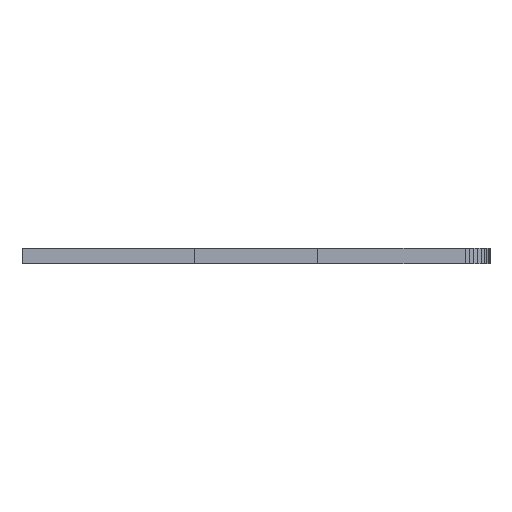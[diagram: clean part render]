
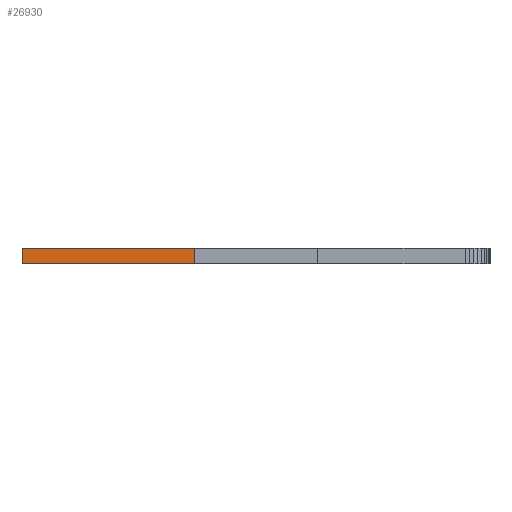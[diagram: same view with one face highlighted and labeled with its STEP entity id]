
A CAD part, left-side view. The second image highlights one B-rep face of the part: STEP entity #26930.
In plain terms, the highlighted planar face has unit normal (-1, 0, 0).
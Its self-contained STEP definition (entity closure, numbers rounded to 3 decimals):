
#55 = PLANE('',#56);
#56 = AXIS2_PLACEMENT_3D('',#57,#58,#59);
#57 = CARTESIAN_POINT('',(146.869,-104.866,0.));
#58 = DIRECTION('',(-0.,-0.,-1.));
#59 = DIRECTION('',(-1.,0.,0.));
#1249 = PLANE('',#1250);
#1250 = AXIS2_PLACEMENT_3D('',#1251,#1252,#1253);
#1251 = CARTESIAN_POINT('',(146.869,-104.866,1.6));
#1252 = DIRECTION('',(-0.,-0.,-1.));
#1253 = DIRECTION('',(-1.,0.,0.));
#2390 = VERTEX_POINT('',#2391);
#2391 = CARTESIAN_POINT('',(76.767,-98.664,0.));
#2405 = PLANE('',#2406);
#2406 = AXIS2_PLACEMENT_3D('',#2407,#2408,#2409);
#2407 = CARTESIAN_POINT('',(81.847,-98.664,0.));
#2408 = DIRECTION('',(0.,-1.,0.));
#2409 = DIRECTION('',(-1.,0.,0.));
#2417 = EDGE_CURVE('',#2390,#2418,#2420,.T.);
#2418 = VERTEX_POINT('',#2419);
#2419 = CARTESIAN_POINT('',(76.767,-80.884,0.));
#2420 = SURFACE_CURVE('',#2421,(#2425,#2432),.PCURVE_S1.);
#2421 = LINE('',#2422,#2423);
#2422 = CARTESIAN_POINT('',(76.767,-98.664,0.));
#2423 = VECTOR('',#2424,1.);
#2424 = DIRECTION('',(0.,1.,0.));
#2425 = PCURVE('',#55,#2426);
#2426 = DEFINITIONAL_REPRESENTATION('',(#2427),#2431);
#2427 = LINE('',#2428,#2429);
#2428 = CARTESIAN_POINT('',(70.102,6.202));
#2429 = VECTOR('',#2430,1.);
#2430 = DIRECTION('',(0.,1.));
#2431 = ( GEOMETRIC_REPRESENTATION_CONTEXT(2) 
PARAMETRIC_REPRESENTATION_CONTEXT() REPRESENTATION_CONTEXT('2D SPACE',''
  ) );
#2432 = PCURVE('',#2433,#2438);
#2433 = PLANE('',#2434);
#2434 = AXIS2_PLACEMENT_3D('',#2435,#2436,#2437);
#2435 = CARTESIAN_POINT('',(76.767,-98.664,0.));
#2436 = DIRECTION('',(-1.,0.,0.));
#2437 = DIRECTION('',(0.,1.,0.));
#2438 = DEFINITIONAL_REPRESENTATION('',(#2439),#2443);
#2439 = LINE('',#2440,#2441);
#2440 = CARTESIAN_POINT('',(0.,0.));
#2441 = VECTOR('',#2442,1.);
#2442 = DIRECTION('',(1.,0.));
#2443 = ( GEOMETRIC_REPRESENTATION_CONTEXT(2) 
PARAMETRIC_REPRESENTATION_CONTEXT() REPRESENTATION_CONTEXT('2D SPACE',''
  ) );
#2461 = PLANE('',#2462);
#2462 = AXIS2_PLACEMENT_3D('',#2463,#2464,#2465);
#2463 = CARTESIAN_POINT('',(76.767,-80.884,0.));
#2464 = DIRECTION('',(0.,1.,0.));
#2465 = DIRECTION('',(1.,0.,0.));
#15328 = VERTEX_POINT('',#15329);
#15329 = CARTESIAN_POINT('',(76.767,-98.664,1.6));
#15350 = EDGE_CURVE('',#15328,#15351,#15353,.T.);
#15351 = VERTEX_POINT('',#15352);
#15352 = CARTESIAN_POINT('',(76.767,-80.884,1.6));
#15353 = SURFACE_CURVE('',#15354,(#15358,#15365),.PCURVE_S1.);
#15354 = LINE('',#15355,#15356);
#15355 = CARTESIAN_POINT('',(76.767,-98.664,1.6));
#15356 = VECTOR('',#15357,1.);
#15357 = DIRECTION('',(0.,1.,0.));
#15358 = PCURVE('',#1249,#15359);
#15359 = DEFINITIONAL_REPRESENTATION('',(#15360),#15364);
#15360 = LINE('',#15361,#15362);
#15361 = CARTESIAN_POINT('',(70.102,6.202));
#15362 = VECTOR('',#15363,1.);
#15363 = DIRECTION('',(0.,1.));
#15364 = ( GEOMETRIC_REPRESENTATION_CONTEXT(2) 
PARAMETRIC_REPRESENTATION_CONTEXT() REPRESENTATION_CONTEXT('2D SPACE',''
  ) );
#15365 = PCURVE('',#2433,#15366);
#15366 = DEFINITIONAL_REPRESENTATION('',(#15367),#15371);
#15367 = LINE('',#15368,#15369);
#15368 = CARTESIAN_POINT('',(0.,-1.6));
#15369 = VECTOR('',#15370,1.);
#15370 = DIRECTION('',(1.,0.));
#15371 = ( GEOMETRIC_REPRESENTATION_CONTEXT(2) 
PARAMETRIC_REPRESENTATION_CONTEXT() REPRESENTATION_CONTEXT('2D SPACE',''
  ) );
#26880 = EDGE_CURVE('',#2418,#15351,#26881,.T.);
#26881 = SURFACE_CURVE('',#26882,(#26886,#26893),.PCURVE_S1.);
#26882 = LINE('',#26883,#26884);
#26883 = CARTESIAN_POINT('',(76.767,-80.884,0.));
#26884 = VECTOR('',#26885,1.);
#26885 = DIRECTION('',(0.,0.,1.));
#26886 = PCURVE('',#2461,#26887);
#26887 = DEFINITIONAL_REPRESENTATION('',(#26888),#26892);
#26888 = LINE('',#26889,#26890);
#26889 = CARTESIAN_POINT('',(0.,0.));
#26890 = VECTOR('',#26891,1.);
#26891 = DIRECTION('',(0.,-1.));
#26892 = ( GEOMETRIC_REPRESENTATION_CONTEXT(2) 
PARAMETRIC_REPRESENTATION_CONTEXT() REPRESENTATION_CONTEXT('2D SPACE',''
  ) );
#26893 = PCURVE('',#2433,#26894);
#26894 = DEFINITIONAL_REPRESENTATION('',(#26895),#26899);
#26895 = LINE('',#26896,#26897);
#26896 = CARTESIAN_POINT('',(17.78,0.));
#26897 = VECTOR('',#26898,1.);
#26898 = DIRECTION('',(0.,-1.));
#26899 = ( GEOMETRIC_REPRESENTATION_CONTEXT(2) 
PARAMETRIC_REPRESENTATION_CONTEXT() REPRESENTATION_CONTEXT('2D SPACE',''
  ) );
#26930 = ADVANCED_FACE('',(#26931),#2433,.T.);
#26931 = FACE_BOUND('',#26932,.T.);
#26932 = EDGE_LOOP('',(#26933,#26954,#26955,#26956));
#26933 = ORIENTED_EDGE('',*,*,#26934,.T.);
#26934 = EDGE_CURVE('',#2390,#15328,#26935,.T.);
#26935 = SURFACE_CURVE('',#26936,(#26940,#26947),.PCURVE_S1.);
#26936 = LINE('',#26937,#26938);
#26937 = CARTESIAN_POINT('',(76.767,-98.664,0.));
#26938 = VECTOR('',#26939,1.);
#26939 = DIRECTION('',(0.,0.,1.));
#26940 = PCURVE('',#2433,#26941);
#26941 = DEFINITIONAL_REPRESENTATION('',(#26942),#26946);
#26942 = LINE('',#26943,#26944);
#26943 = CARTESIAN_POINT('',(0.,0.));
#26944 = VECTOR('',#26945,1.);
#26945 = DIRECTION('',(0.,-1.));
#26946 = ( GEOMETRIC_REPRESENTATION_CONTEXT(2) 
PARAMETRIC_REPRESENTATION_CONTEXT() REPRESENTATION_CONTEXT('2D SPACE',''
  ) );
#26947 = PCURVE('',#2405,#26948);
#26948 = DEFINITIONAL_REPRESENTATION('',(#26949),#26953);
#26949 = LINE('',#26950,#26951);
#26950 = CARTESIAN_POINT('',(5.08,0.));
#26951 = VECTOR('',#26952,1.);
#26952 = DIRECTION('',(0.,-1.));
#26953 = ( GEOMETRIC_REPRESENTATION_CONTEXT(2) 
PARAMETRIC_REPRESENTATION_CONTEXT() REPRESENTATION_CONTEXT('2D SPACE',''
  ) );
#26954 = ORIENTED_EDGE('',*,*,#15350,.T.);
#26955 = ORIENTED_EDGE('',*,*,#26880,.F.);
#26956 = ORIENTED_EDGE('',*,*,#2417,.F.);
